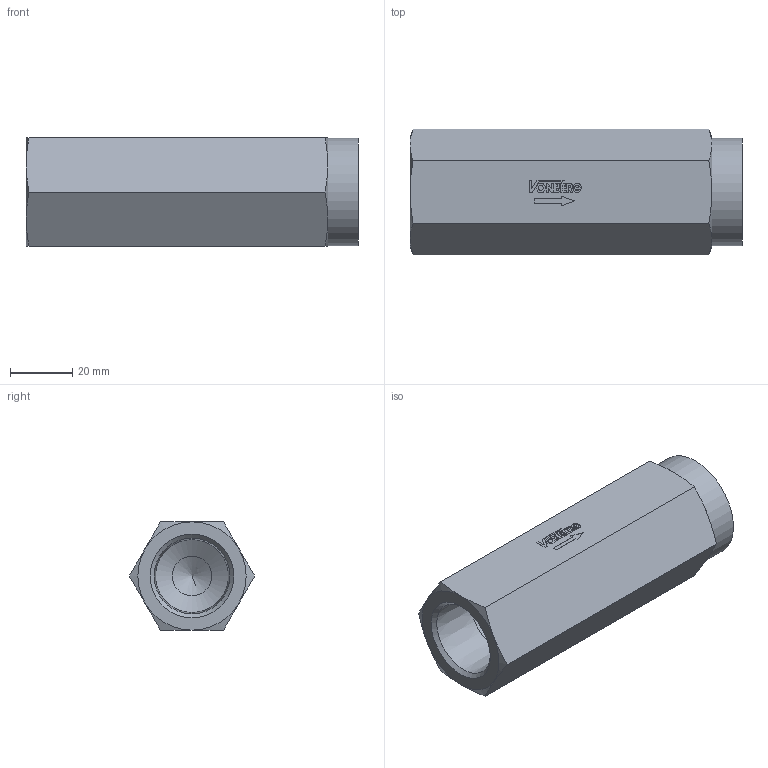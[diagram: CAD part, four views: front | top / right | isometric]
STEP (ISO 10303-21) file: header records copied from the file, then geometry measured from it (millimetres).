
FILE_DESCRIPTION((''),'2;1');
FILE_NAME('28000-106.stp','2015-02-06T16:28:21',('jml'),(''),'Autodesk Inventor 2010','Autodesk Inventor 2010','');
FILE_SCHEMA(('AUTOMOTIVE_DESIGN { 1 0 10303 214 1 1 1 1 }'));
Length unit declared in the file: inch
Products named in the file (1): 220723
Bounding box: 106.68 x 40.33 x 34.92 mm (x, y, z)
Volume: 83797.1 mm3; surface area: 19411.2 mm2
Topology: 1 solids, 1 shells, 122 faces, 312 edges, 206 vertices
Faces by surface type: plane 92, cylinder 16, bspline 8, cone 6
Full cylindrical faces by diameter (mm): 1.566 x1, 34.544 x1
Entity records: 3723 total; most frequent: CARTESIAN_POINT 769, ORIENTED_EDGE 576, DIRECTION 552, EDGE_CURVE 288, VECTOR 230, LINE 230, VERTEX_POINT 198, AXIS2_PLACEMENT_3D 161
